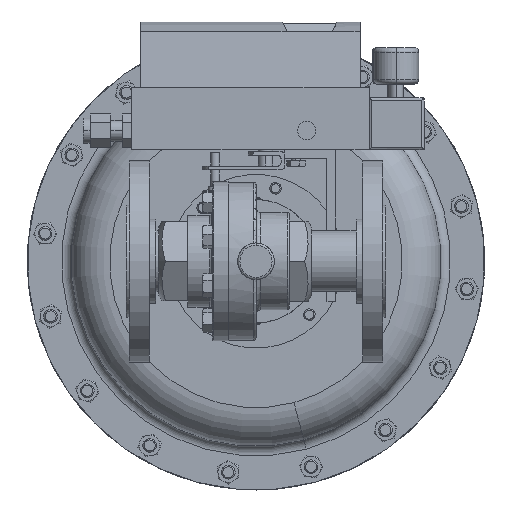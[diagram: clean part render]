
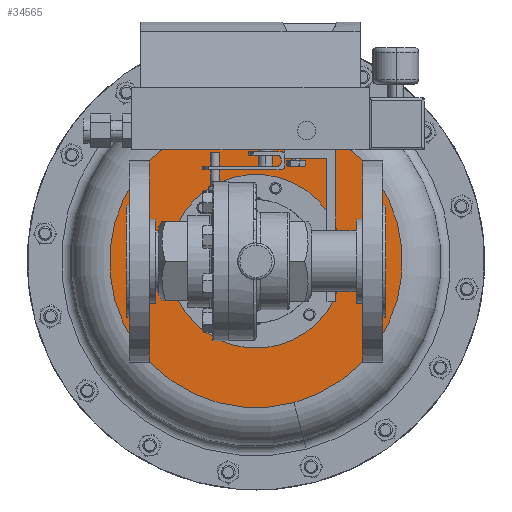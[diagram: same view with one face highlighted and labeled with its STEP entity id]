
A CAD part, front view. The second image highlights one B-rep face of the part: STEP entity #34565.
In plain terms, the highlighted planar face has unit normal (0, -1, 0).
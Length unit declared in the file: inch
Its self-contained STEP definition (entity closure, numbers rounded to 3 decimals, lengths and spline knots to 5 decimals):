
#1288 = DIRECTION ( 'NONE',  ( 0., 1., 0. ) ) ;
#1844 = DIRECTION ( 'NONE',  ( 0., 1., 0. ) ) ;
#4618 = AXIS2_PLACEMENT_3D ( 'NONE', #21468, #1288, #24863 ) ;
#5363 = EDGE_CURVE ( 'NONE', #27453, #25815, #13857, .T. ) ;
#7308 = DIRECTION ( 'NONE',  ( 0., 1., 0. ) ) ;
#7665 = EDGE_CURVE ( 'NONE', #37545, #16464, #31504, .T. ) ;
#7686 = AXIS2_PLACEMENT_3D ( 'NONE', #27538, #7308, #30958 ) ;
#12299 = CIRCLE ( 'NONE', #38304, 2.375 ) ;
#12863 = CARTESIAN_POINT ( 'NONE',  ( -1.58058, 9.57865, 2.83843 ) ) ;
#13857 = CIRCLE ( 'NONE', #43907, 2.375 ) ;
#14898 = ORIENTED_EDGE ( 'NONE', *, *, #7665, .F. ) ;
#15932 = ORIENTED_EDGE ( 'NONE', *, *, #37962, .T. ) ;
#16244 = DIRECTION ( 'NONE',  ( 0., -1., 0. ) ) ;
#16464 = VERTEX_POINT ( 'NONE', #39841 ) ;
#18096 = DIRECTION ( 'NONE',  ( 0., 1., 0. ) ) ;
#19920 = FACE_BOUND ( 'NONE', #23566, .T. ) ;
#20994 = FACE_OUTER_BOUND ( 'NONE', #32655, .T. ) ;
#21468 = CARTESIAN_POINT ( 'NONE',  ( 2.28313, 9.57865, 3.87371 ) ) ;
#22017 = CARTESIAN_POINT ( 'NONE',  ( 2.28313, 9.57865, 3.87371 ) ) ;
#23566 = EDGE_LOOP ( 'NONE', ( #31401, #15932 ) ) ;
#24863 = DIRECTION ( 'NONE',  ( 0.259, 0., -0.966 ) ) ;
#25420 = DIRECTION ( 'NONE',  ( -0.707, 0., -0.707 ) ) ;
#25815 = VERTEX_POINT ( 'NONE', #40615 ) ;
#27453 = VERTEX_POINT ( 'NONE', #29375 ) ;
#27538 = CARTESIAN_POINT ( 'NONE',  ( 2.28313, 9.57865, 3.87371 ) ) ;
#28611 = CIRCLE ( 'NONE', #4618, 4. ) ;
#28667 = ORIENTED_EDGE ( 'NONE', *, *, #39304, .F. ) ;
#28829 = AXIS2_PLACEMENT_3D ( 'NONE', #12863, #16244, #39925 ) ;
#29375 = CARTESIAN_POINT ( 'NONE',  ( 3.96251, 9.57865, 5.55309 ) ) ;
#30958 = DIRECTION ( 'NONE',  ( 0.259, 0., -0.966 ) ) ;
#31401 = ORIENTED_EDGE ( 'NONE', *, *, #5363, .T. ) ;
#31504 = CIRCLE ( 'NONE', #7686, 4. ) ;
#32655 = EDGE_LOOP ( 'NONE', ( #14898, #28667 ) ) ;
#34565 = ADVANCED_FACE ( 'NONE', ( #20994, #19920 ), #39775, .T. ) ;
#37545 = VERTEX_POINT ( 'NONE', #42802 ) ;
#37962 = EDGE_CURVE ( 'NONE', #25815, #27453, #12299, .T. ) ;
#38304 = AXIS2_PLACEMENT_3D ( 'NONE', #38382, #18096, #41790 ) ;
#38382 = CARTESIAN_POINT ( 'NONE',  ( 2.28313, 9.57865, 3.87371 ) ) ;
#39304 = EDGE_CURVE ( 'NONE', #16464, #37545, #28611, .T. ) ;
#39775 = PLANE ( 'NONE',  #28829 ) ;
#39841 = CARTESIAN_POINT ( 'NONE',  ( 1.24785, 9.57865, 7.73741 ) ) ;
#39925 = DIRECTION ( 'NONE',  ( -0.259, 0., 0.966 ) ) ;
#40615 = CARTESIAN_POINT ( 'NONE',  ( 0.60375, 9.57865, 2.19433 ) ) ;
#41790 = DIRECTION ( 'NONE',  ( -0.707, 0., -0.707 ) ) ;
#42802 = CARTESIAN_POINT ( 'NONE',  ( 3.3184, 9.57865, 0.01 ) ) ;
#43907 = AXIS2_PLACEMENT_3D ( 'NONE', #22017, #1844, #25420 ) ;
